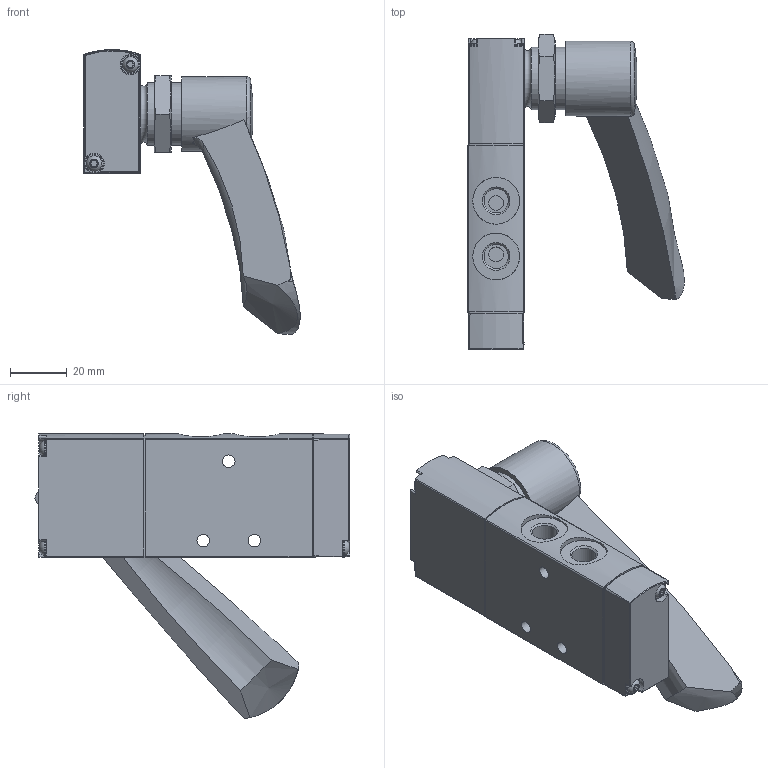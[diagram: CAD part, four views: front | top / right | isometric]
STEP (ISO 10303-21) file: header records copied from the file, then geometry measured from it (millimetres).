
FILE_DESCRIPTION(/* description */ ('STEP AP214'),/* implementation_level */ '2;1');
FILE_NAME(/* name */ '4165859_VHEF-HS-P53E-M-G18',/* time_stamp */ '2024-09-16T13:35:48+02:00',/* author */ ('License CC BY-ND 4.0'),/* organization */ ('CADENAS'),/* preprocessor_version */ 'ST-DEVELOPER v19.3',/* originating_system */ 'PARTsolutions',/* authorisation */ ' ');
FILE_SCHEMA (('AUTOMOTIVE_DESIGN {1 0 10303 214 3 1 1}'));
Length unit declared in the file: millimetre
Products named in the file (5): 4165859 VHEF-HS-P53E-M-G18; 3348099 VXEF-X-B53E-G18_valve---(7); 3799445 VHEF; 3980887 VHEF-HS (l); 337143 VAL-1/8-10 M22X1.5-6-27
Assembly tree (4 placements, depth 2):
  4165859 VHEF-HS-P53E-M-G18
    3348099 VXEF-X-B53E-G18_valve---(7)
    3799445 VHEF
    3980887 VHEF-HS (l)
    337143 VAL-1/8-10 M22X1.5-6-27
Bounding box: 76.22 x 110.99 x 100.29 mm (x, y, z)
Volume: 125066.8 mm3; surface area: 35681.7 mm2
Topology: 4 solids, 4 shells, 312 faces, 757 edges, 497 vertices
Faces by surface type: cylinder 161, plane 100, cone 24, torus 24, sphere 3
Full cylindrical faces by diameter (mm): 2.459 x4, 3 x4, 4.4 x3, 5.2 x4, 5.925 x1, 6.8 x6, 8.566 x5, 9.7 x1, 16.5 x2, 17.1 x1, 20.376 x1, 22 x1, 22.6 x1, 26.4 x1
Entity records: 10101 total; most frequent: DIRECTION 1634, CARTESIAN_POINT 1630, ORIENTED_EDGE 1312, AXIS2_PLACEMENT_3D 699, EDGE_CURVE 656, VERTEX_POINT 480, FACE_BOUND 448, EDGE_LOOP 444
